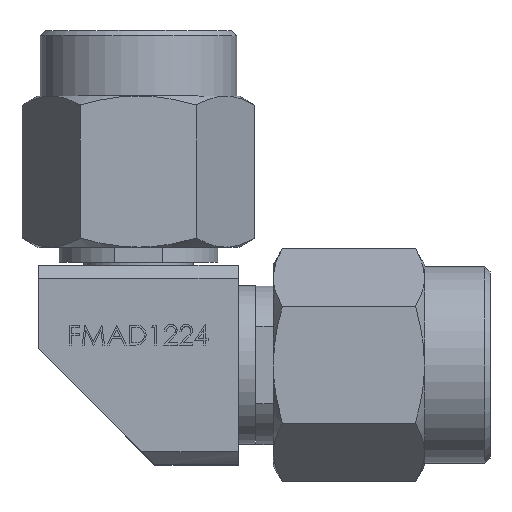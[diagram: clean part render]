
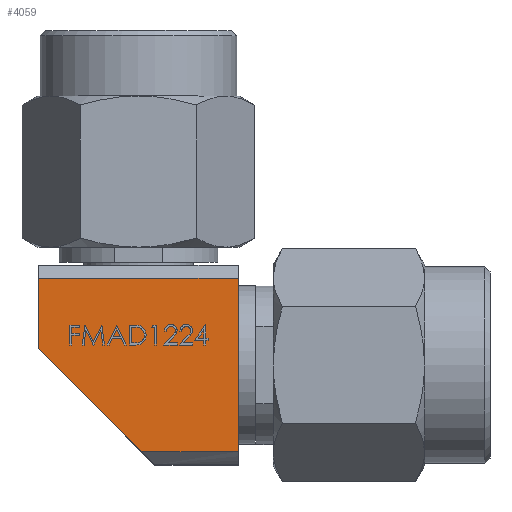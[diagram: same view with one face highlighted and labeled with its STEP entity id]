
A CAD part, top view. The second image highlights one B-rep face of the part: STEP entity #4059.
In plain terms, the highlighted planar face has unit normal (0, 0, 1).
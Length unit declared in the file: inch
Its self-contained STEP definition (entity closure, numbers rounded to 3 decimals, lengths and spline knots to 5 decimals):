
#36 = DIRECTION ( 'NONE',  ( 0.707, -0.707, 0. ) ) ;
#302 = CARTESIAN_POINT ( 'NONE',  ( -0.33858, 0.02598, 0.15591 ) ) ;
#314 = CARTESIAN_POINT ( 'NONE',  ( -0.17707, -0.13553, 0.15591 ) ) ;
#711 = VERTEX_POINT ( 'NONE', #5909 ) ;
#753 = DIRECTION ( 'NONE',  ( 1., 0., 0. ) ) ;
#884 = CARTESIAN_POINT ( 'NONE',  ( -0.02677, -0.13553, 0.15591 ) ) ;
#1256 = EDGE_CURVE ( 'NONE', #5687, #711, #2649, .T. ) ;
#1287 = DIRECTION ( 'NONE',  ( 1., 0., 0. ) ) ;
#1967 = VERTEX_POINT ( 'NONE', #302 ) ;
#2054 = ORIENTED_EDGE ( 'NONE', *, *, #3474, .T. ) ;
#2524 = ORIENTED_EDGE ( 'NONE', *, *, #3642, .T. ) ;
#2649 = LINE ( 'NONE', #5109, #7336 ) ;
#2780 = VECTOR ( 'NONE', #5363, 39.37008 ) ;
#2799 = VERTEX_POINT ( 'NONE', #2882 ) ;
#2882 = CARTESIAN_POINT ( 'NONE',  ( -0.02677, 0.13553, 0.15591 ) ) ;
#3337 = DIRECTION ( 'NONE',  ( 0., 1., 0. ) ) ;
#3422 = LINE ( 'NONE', #884, #6089 ) ;
#3446 = PLANE ( 'NONE',  #5720 ) ;
#3474 = EDGE_CURVE ( 'NONE', #6057, #1967, #3507, .T. ) ;
#3507 = LINE ( 'NONE', #5953, #2780 ) ;
#3519 = DIRECTION ( 'NONE',  ( 0., 0., 1. ) ) ;
#3556 = EDGE_CURVE ( 'NONE', #1967, #5687, #3713, .T. ) ;
#3642 = EDGE_CURVE ( 'NONE', #711, #2799, #3422, .T. ) ;
#3713 = LINE ( 'NONE', #6854, #6588 ) ;
#3742 = ORIENTED_EDGE ( 'NONE', *, *, #3556, .T. ) ;
#3823 = CARTESIAN_POINT ( 'NONE',  ( -0.33858, 0.13553, 0.15591 ) ) ;
#4059 = ADVANCED_FACE ( 'NONE', ( #4768 ), #3446, .T. ) ;
#4250 = CARTESIAN_POINT ( 'NONE',  ( -0.33858, 0.13553, 0.15591 ) ) ;
#4341 = VECTOR ( 'NONE', #753, 39.37008 ) ;
#4768 = FACE_OUTER_BOUND ( 'NONE', #7471, .T. ) ;
#5109 = CARTESIAN_POINT ( 'NONE',  ( -0.17707, -0.13553, 0.15591 ) ) ;
#5363 = DIRECTION ( 'NONE',  ( 0., -1., 0. ) ) ;
#5687 = VERTEX_POINT ( 'NONE', #314 ) ;
#5720 = AXIS2_PLACEMENT_3D ( 'NONE', #6561, #3519, #5850 ) ;
#5850 = DIRECTION ( 'NONE',  ( 1., 0., 0. ) ) ;
#5909 = CARTESIAN_POINT ( 'NONE',  ( -0.02677, -0.13553, 0.15591 ) ) ;
#5953 = CARTESIAN_POINT ( 'NONE',  ( -0.33858, 0.13553, 0.15591 ) ) ;
#6005 = ORIENTED_EDGE ( 'NONE', *, *, #6553, .F. ) ;
#6057 = VERTEX_POINT ( 'NONE', #4250 ) ;
#6089 = VECTOR ( 'NONE', #3337, 39.37008 ) ;
#6260 = LINE ( 'NONE', #3823, #4341 ) ;
#6553 = EDGE_CURVE ( 'NONE', #6057, #2799, #6260, .T. ) ;
#6561 = CARTESIAN_POINT ( 'NONE',  ( 0., 0., 0.15591 ) ) ;
#6588 = VECTOR ( 'NONE', #36, 39.37008 ) ;
#6854 = CARTESIAN_POINT ( 'NONE',  ( -0.33858, 0.02598, 0.15591 ) ) ;
#7260 = ORIENTED_EDGE ( 'NONE', *, *, #1256, .T. ) ;
#7336 = VECTOR ( 'NONE', #1287, 39.37008 ) ;
#7471 = EDGE_LOOP ( 'NONE', ( #2524, #6005, #2054, #3742, #7260 ) ) ;
